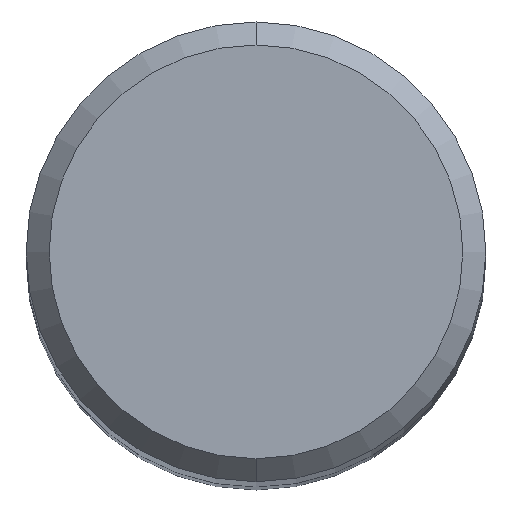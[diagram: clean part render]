
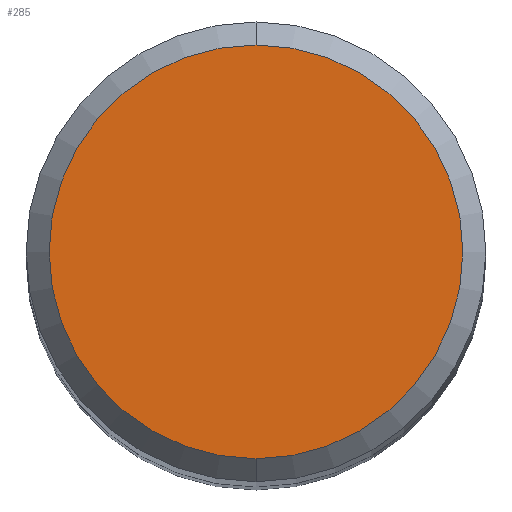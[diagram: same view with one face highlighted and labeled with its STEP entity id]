
A CAD part, top view. The second image highlights one B-rep face of the part: STEP entity #285.
In plain terms, the highlighted planar face has unit normal (0, 0, 1).
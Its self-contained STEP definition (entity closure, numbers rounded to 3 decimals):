
#179=EDGE_CURVE('',#351,#339,#456,.T.);
#273=EDGE_CURVE('',#339,#351,#561,.T.);
#285=ADVANCED_FACE('',(#573),#574,.T.);
#339=VERTEX_POINT('',#632);
#351=VERTEX_POINT('',#646);
#456=CIRCLE('',#807,4.5);
#561=CIRCLE('',#1001,4.5);
#573=FACE_OUTER_BOUND('',#1043,.T.);
#574=PLANE('',#1044);
#632=CARTESIAN_POINT('',(0.0,4.5,0.0));
#646=CARTESIAN_POINT('',(0.,-4.5,0.0));
#807=AXIS2_PLACEMENT_3D('',#1375,#1376,#1377);
#1001=AXIS2_PLACEMENT_3D('',#1487,#1488,#1489);
#1043=EDGE_LOOP('',(#1500,#1501));
#1044=AXIS2_PLACEMENT_3D('',#1502,#1503,#1504);
#1375=CARTESIAN_POINT('',(0.0,0.0,0.0));
#1376=DIRECTION('',(0.0,0.0,-1.0));
#1377=DIRECTION('',(0.0,1.0,0.0));
#1487=CARTESIAN_POINT('',(0.0,0.0,0.0));
#1488=DIRECTION('',(0.0,0.0,-1.0));
#1489=DIRECTION('',(0.0,1.0,0.0));
#1500=ORIENTED_EDGE('',*,*,#273,.F.);
#1501=ORIENTED_EDGE('',*,*,#179,.F.);
#1502=CARTESIAN_POINT('',(0.0,2.25,0.0));
#1503=DIRECTION('',(-0.0,0.0,1.0));
#1504=DIRECTION('',(0.0,-1.0,0.0));
